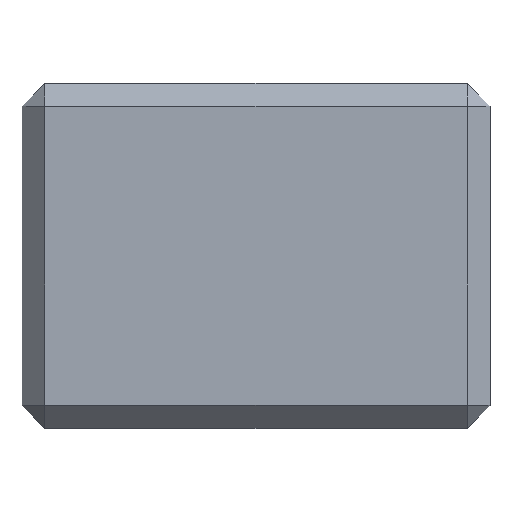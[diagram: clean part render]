
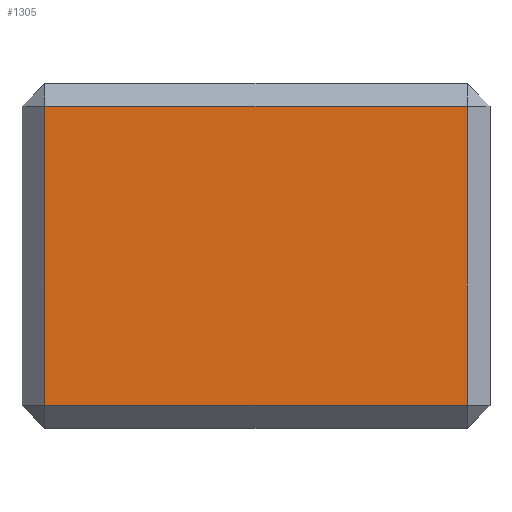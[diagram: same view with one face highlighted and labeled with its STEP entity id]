
A CAD part, top view. The second image highlights one B-rep face of the part: STEP entity #1305.
In plain terms, the highlighted planar face has unit normal (0, 0, 1).
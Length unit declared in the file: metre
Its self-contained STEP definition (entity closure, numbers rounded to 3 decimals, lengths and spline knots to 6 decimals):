
#94=ORIENTED_EDGE('',*,*,#470,.T.);
#95=ORIENTED_EDGE('',*,*,#471,.T.);
#96=ORIENTED_EDGE('',*,*,#472,.T.);
#97=ORIENTED_EDGE('',*,*,#473,.T.);
#470=EDGE_CURVE('',#654,#655,#786,.T.);
#471=EDGE_CURVE('',#655,#656,#787,.T.);
#472=EDGE_CURVE('',#656,#657,#788,.T.);
#473=EDGE_CURVE('',#657,#654,#789,.T.);
#654=VERTEX_POINT('',#1914);
#655=VERTEX_POINT('',#1915);
#656=VERTEX_POINT('',#1917);
#657=VERTEX_POINT('',#1919);
#786=LINE('',#1913,#962);
#787=LINE('',#1916,#963);
#788=LINE('',#1918,#964);
#789=LINE('',#1920,#965);
#962=VECTOR('',#1542,1.);
#963=VECTOR('',#1543,1.);
#964=VECTOR('',#1544,1.);
#965=VECTOR('',#1545,1.);
#1097=EDGE_LOOP('',(#94,#95,#96,#97));
#1169=FACE_BOUND('',#1097,.T.);
#1241=PLANE('',#1402);
#1305=ADVANCED_FACE('',(#1169),#1241,.T.);
#1402=AXIS2_PLACEMENT_3D('',#1912,#1540,#1541);
#1540=DIRECTION('',(0.,0.,1.));
#1541=DIRECTION('',(1.,0.,0.));
#1542=DIRECTION('',(0.,1.,0.));
#1543=DIRECTION('',(-1.,0.,0.));
#1544=DIRECTION('',(0.,-1.,0.));
#1545=DIRECTION('',(1.,0.,0.));
#1912=CARTESIAN_POINT('',(-0.000275,-0.0075,0.00365));
#1913=CARTESIAN_POINT('',(0.0089,0.,0.00365));
#1914=CARTESIAN_POINT('',(0.0089,-0.014,0.00365));
#1915=CARTESIAN_POINT('',(0.0089,-0.001,0.00365));
#1916=CARTESIAN_POINT('',(-0.01045,-0.001,0.00365));
#1917=CARTESIAN_POINT('',(-0.00945,-0.001,0.00365));
#1918=CARTESIAN_POINT('',(-0.00945,-0.0075,0.00365));
#1919=CARTESIAN_POINT('',(-0.00945,-0.014,0.00365));
#1920=CARTESIAN_POINT('',(-0.000275,-0.014,0.00365));
